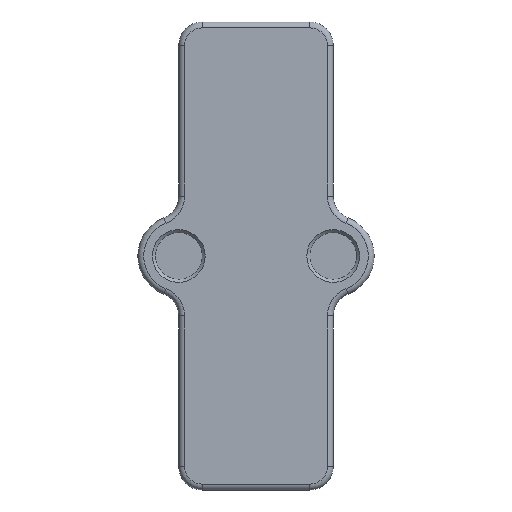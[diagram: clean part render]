
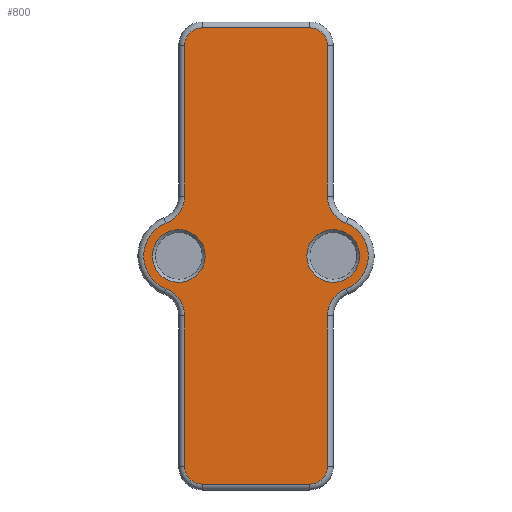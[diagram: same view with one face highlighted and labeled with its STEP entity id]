
A CAD part, front view. The second image highlights one B-rep face of the part: STEP entity #800.
In plain terms, the highlighted planar face has unit normal (0, -1, 0).
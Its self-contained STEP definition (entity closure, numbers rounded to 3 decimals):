
#59=FACE_BOUND('',#129,.T.);
#60=FACE_BOUND('',#130,.T.);
#61=PLANE('',#882);
#72=FACE_OUTER_BOUND('',#128,.T.);
#128=EDGE_LOOP('',(#554,#555,#556,#557,#558,#559,#560,#561,#562,#563,#564,
#565,#566,#567,#568,#569));
#129=EDGE_LOOP('',(#570));
#130=EDGE_LOOP('',(#571));
#186=LINE('',#1346,#230);
#187=LINE('',#1350,#231);
#188=LINE('',#1354,#232);
#189=LINE('',#1362,#233);
#190=LINE('',#1366,#234);
#191=LINE('',#1370,#235);
#230=VECTOR('',#1029,10.);
#231=VECTOR('',#1032,10.);
#232=VECTOR('',#1035,10.);
#233=VECTOR('',#1042,10.);
#234=VECTOR('',#1045,10.);
#235=VECTOR('',#1048,10.);
#273=CIRCLE('',#879,2.25);
#276=CIRCLE('',#883,2.5);
#277=CIRCLE('',#884,1.5);
#278=CIRCLE('',#885,1.5);
#279=CIRCLE('',#886,2.5);
#280=CIRCLE('',#887,3.);
#281=CIRCLE('',#888,2.5);
#282=CIRCLE('',#889,1.5);
#283=CIRCLE('',#890,1.5);
#284=CIRCLE('',#891,2.5);
#285=CIRCLE('',#892,3.);
#286=CIRCLE('',#893,2.25);
#353=VERTEX_POINT('',#1334);
#356=VERTEX_POINT('',#1342);
#357=VERTEX_POINT('',#1343);
#358=VERTEX_POINT('',#1345);
#359=VERTEX_POINT('',#1347);
#360=VERTEX_POINT('',#1349);
#361=VERTEX_POINT('',#1351);
#362=VERTEX_POINT('',#1353);
#363=VERTEX_POINT('',#1355);
#364=VERTEX_POINT('',#1357);
#365=VERTEX_POINT('',#1359);
#366=VERTEX_POINT('',#1361);
#367=VERTEX_POINT('',#1363);
#368=VERTEX_POINT('',#1365);
#369=VERTEX_POINT('',#1367);
#370=VERTEX_POINT('',#1369);
#371=VERTEX_POINT('',#1371);
#372=VERTEX_POINT('',#1374);
#425=EDGE_CURVE('',#353,#353,#273,.T.);
#429=EDGE_CURVE('',#356,#357,#276,.T.);
#430=EDGE_CURVE('',#358,#356,#186,.T.);
#431=EDGE_CURVE('',#359,#358,#277,.T.);
#432=EDGE_CURVE('',#360,#359,#187,.T.);
#433=EDGE_CURVE('',#361,#360,#278,.T.);
#434=EDGE_CURVE('',#362,#361,#188,.T.);
#435=EDGE_CURVE('',#363,#362,#279,.T.);
#436=EDGE_CURVE('',#364,#363,#280,.T.);
#437=EDGE_CURVE('',#365,#364,#281,.T.);
#438=EDGE_CURVE('',#366,#365,#189,.T.);
#439=EDGE_CURVE('',#367,#366,#282,.T.);
#440=EDGE_CURVE('',#368,#367,#190,.T.);
#441=EDGE_CURVE('',#369,#368,#283,.T.);
#442=EDGE_CURVE('',#370,#369,#191,.T.);
#443=EDGE_CURVE('',#371,#370,#284,.T.);
#444=EDGE_CURVE('',#357,#371,#285,.T.);
#445=EDGE_CURVE('',#372,#372,#286,.T.);
#554=ORIENTED_EDGE('',*,*,#429,.F.);
#555=ORIENTED_EDGE('',*,*,#430,.F.);
#556=ORIENTED_EDGE('',*,*,#431,.F.);
#557=ORIENTED_EDGE('',*,*,#432,.F.);
#558=ORIENTED_EDGE('',*,*,#433,.F.);
#559=ORIENTED_EDGE('',*,*,#434,.F.);
#560=ORIENTED_EDGE('',*,*,#435,.F.);
#561=ORIENTED_EDGE('',*,*,#436,.F.);
#562=ORIENTED_EDGE('',*,*,#437,.F.);
#563=ORIENTED_EDGE('',*,*,#438,.F.);
#564=ORIENTED_EDGE('',*,*,#439,.F.);
#565=ORIENTED_EDGE('',*,*,#440,.F.);
#566=ORIENTED_EDGE('',*,*,#441,.F.);
#567=ORIENTED_EDGE('',*,*,#442,.F.);
#568=ORIENTED_EDGE('',*,*,#443,.F.);
#569=ORIENTED_EDGE('',*,*,#444,.F.);
#570=ORIENTED_EDGE('',*,*,#445,.F.);
#571=ORIENTED_EDGE('',*,*,#425,.F.);
#800=ADVANCED_FACE('',(#72,#59,#60),#61,.F.);
#879=AXIS2_PLACEMENT_3D('',#1335,#1018,#1019);
#882=AXIS2_PLACEMENT_3D('',#1341,#1025,#1026);
#883=AXIS2_PLACEMENT_3D('',#1344,#1027,#1028);
#884=AXIS2_PLACEMENT_3D('',#1348,#1030,#1031);
#885=AXIS2_PLACEMENT_3D('',#1352,#1033,#1034);
#886=AXIS2_PLACEMENT_3D('',#1356,#1036,#1037);
#887=AXIS2_PLACEMENT_3D('',#1358,#1038,#1039);
#888=AXIS2_PLACEMENT_3D('',#1360,#1040,#1041);
#889=AXIS2_PLACEMENT_3D('',#1364,#1043,#1044);
#890=AXIS2_PLACEMENT_3D('',#1368,#1046,#1047);
#891=AXIS2_PLACEMENT_3D('',#1372,#1049,#1050);
#892=AXIS2_PLACEMENT_3D('',#1373,#1051,#1052);
#893=AXIS2_PLACEMENT_3D('',#1375,#1053,#1054);
#1018=DIRECTION('center_axis',(0.,-1.,0.));
#1019=DIRECTION('ref_axis',(-1.,0.,0.));
#1025=DIRECTION('center_axis',(0.,1.,0.));
#1026=DIRECTION('ref_axis',(0.,0.,1.));
#1027=DIRECTION('center_axis',(0.,-1.,0.));
#1028=DIRECTION('ref_axis',(0.826,0.,0.564));
#1029=DIRECTION('',(0.,0.,1.));
#1030=DIRECTION('center_axis',(0.,1.,0.));
#1031=DIRECTION('ref_axis',(-0.707,0.,-0.707));
#1032=DIRECTION('',(-1.,0.,0.));
#1033=DIRECTION('center_axis',(0.,1.,0.));
#1034=DIRECTION('ref_axis',(0.707,0.,-0.707));
#1035=DIRECTION('',(0.,0.,-1.));
#1036=DIRECTION('center_axis',(0.,-1.,0.));
#1037=DIRECTION('ref_axis',(-0.826,0.,0.564));
#1038=DIRECTION('center_axis',(0.,1.,0.));
#1039=DIRECTION('ref_axis',(1.,0.,0.));
#1040=DIRECTION('center_axis',(0.,-1.,0.));
#1041=DIRECTION('ref_axis',(-0.826,0.,-0.564));
#1042=DIRECTION('',(0.,0.,-1.));
#1043=DIRECTION('center_axis',(0.,1.,0.));
#1044=DIRECTION('ref_axis',(0.707,0.,0.707));
#1045=DIRECTION('',(1.,0.,0.));
#1046=DIRECTION('center_axis',(0.,1.,0.));
#1047=DIRECTION('ref_axis',(-0.707,0.,0.707));
#1048=DIRECTION('',(0.,0.,1.));
#1049=DIRECTION('center_axis',(0.,-1.,0.));
#1050=DIRECTION('ref_axis',(0.826,0.,-0.564));
#1051=DIRECTION('center_axis',(0.,1.,0.));
#1052=DIRECTION('ref_axis',(-1.,0.,0.));
#1053=DIRECTION('center_axis',(0.,-1.,0.));
#1054=DIRECTION('ref_axis',(-1.,0.,0.));
#1334=CARTESIAN_POINT('',(8.85,0.,0.));
#1335=CARTESIAN_POINT('Origin',(6.6,0.,0.));
#1341=CARTESIAN_POINT('Origin',(0.,0.,0.));
#1342=CARTESIAN_POINT('',(-6.1,0.,-5.123));
#1343=CARTESIAN_POINT('',(-7.691,0.,-2.795));
#1344=CARTESIAN_POINT('Origin',(-8.6,0.,-5.123));
#1345=CARTESIAN_POINT('',(-6.1,0.,-18.));
#1346=CARTESIAN_POINT('',(-6.1,0.,-10.));
#1347=CARTESIAN_POINT('',(-4.6,0.,-19.5));
#1348=CARTESIAN_POINT('Origin',(-4.6,0.,-18.));
#1349=CARTESIAN_POINT('',(4.6,0.,-19.5));
#1350=CARTESIAN_POINT('',(3.3,0.,-19.5));
#1351=CARTESIAN_POINT('',(6.1,0.,-18.));
#1352=CARTESIAN_POINT('Origin',(4.6,0.,-18.));
#1353=CARTESIAN_POINT('',(6.1,0.,-5.123));
#1354=CARTESIAN_POINT('',(6.1,0.,10.));
#1355=CARTESIAN_POINT('',(7.691,0.,-2.795));
#1356=CARTESIAN_POINT('Origin',(8.6,0.,-5.123));
#1357=CARTESIAN_POINT('',(7.691,0.,2.795));
#1358=CARTESIAN_POINT('Origin',(6.6,0.,0.));
#1359=CARTESIAN_POINT('',(6.1,0.,5.123));
#1360=CARTESIAN_POINT('Origin',(8.6,0.,5.123));
#1361=CARTESIAN_POINT('',(6.1,0.,18.));
#1362=CARTESIAN_POINT('',(6.1,0.,10.));
#1363=CARTESIAN_POINT('',(4.6,0.,19.5));
#1364=CARTESIAN_POINT('Origin',(4.6,0.,18.));
#1365=CARTESIAN_POINT('',(-4.6,0.,19.5));
#1366=CARTESIAN_POINT('',(-3.3,0.,19.5));
#1367=CARTESIAN_POINT('',(-6.1,0.,18.));
#1368=CARTESIAN_POINT('Origin',(-4.6,0.,18.));
#1369=CARTESIAN_POINT('',(-6.1,0.,5.123));
#1370=CARTESIAN_POINT('',(-6.1,0.,-10.));
#1371=CARTESIAN_POINT('',(-7.691,0.,2.795));
#1372=CARTESIAN_POINT('Origin',(-8.6,0.,5.123));
#1373=CARTESIAN_POINT('Origin',(-6.6,0.,0.));
#1374=CARTESIAN_POINT('',(-4.35,0.,0.));
#1375=CARTESIAN_POINT('Origin',(-6.6,0.,0.));
